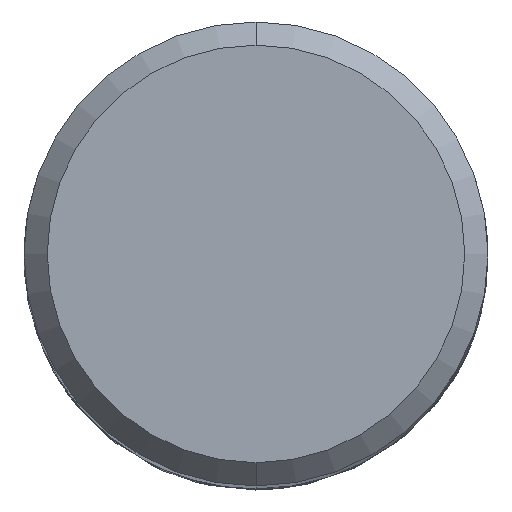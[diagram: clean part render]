
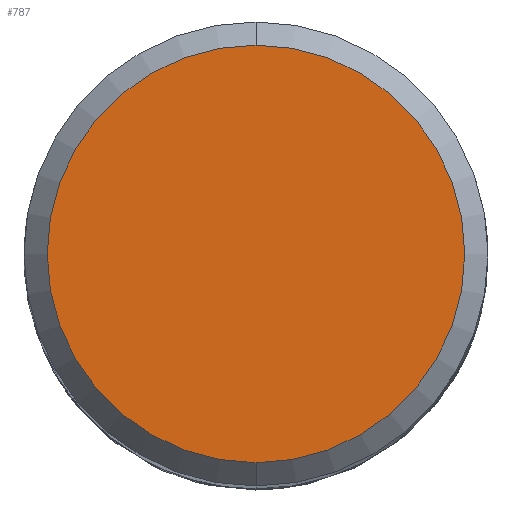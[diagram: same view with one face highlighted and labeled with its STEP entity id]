
A CAD part, top view. The second image highlights one B-rep face of the part: STEP entity #787.
In plain terms, the highlighted planar face has unit normal (0, 0, 1).
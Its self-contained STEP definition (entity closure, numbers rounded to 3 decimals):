
#787=ADVANCED_FACE('',(#1788),#1789,.T.);
#885=EDGE_CURVE('',#1231,#1323,#1894,.T.);
#957=EDGE_CURVE('',#1323,#1231,#1968,.T.);
#1231=VERTEX_POINT('',#2267);
#1323=VERTEX_POINT('',#2362);
#1788=FACE_OUTER_BOUND('',#6407,.T.);
#1789=PLANE('',#6408);
#1894=CIRCLE('',#7433,7.2);
#1968=CIRCLE('',#7986,7.2);
#2267=CARTESIAN_POINT('',(0.0,7.2,0.0));
#2362=CARTESIAN_POINT('',(0.,-7.2,0.0));
#6407=EDGE_LOOP('',(#16254,#16255));
#6408=AXIS2_PLACEMENT_3D('',#16256,#16257,#16258);
#7433=AXIS2_PLACEMENT_3D('',#16365,#16366,#16367);
#7986=AXIS2_PLACEMENT_3D('',#16393,#16394,#16395);
#16254=ORIENTED_EDGE('',*,*,#885,.F.);
#16255=ORIENTED_EDGE('',*,*,#957,.F.);
#16256=CARTESIAN_POINT('',(0.0,3.6,0.0));
#16257=DIRECTION('',(-0.0,0.0,1.0));
#16258=DIRECTION('',(0.0,-1.0,0.0));
#16365=CARTESIAN_POINT('',(0.0,0.0,0.0));
#16366=DIRECTION('',(0.0,0.0,-1.0));
#16367=DIRECTION('',(0.0,1.0,0.0));
#16393=CARTESIAN_POINT('',(0.0,0.0,0.0));
#16394=DIRECTION('',(0.0,0.0,-1.0));
#16395=DIRECTION('',(0.0,1.0,0.0));
